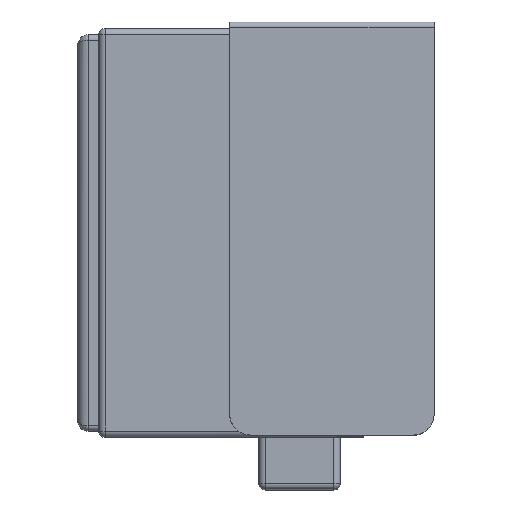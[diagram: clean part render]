
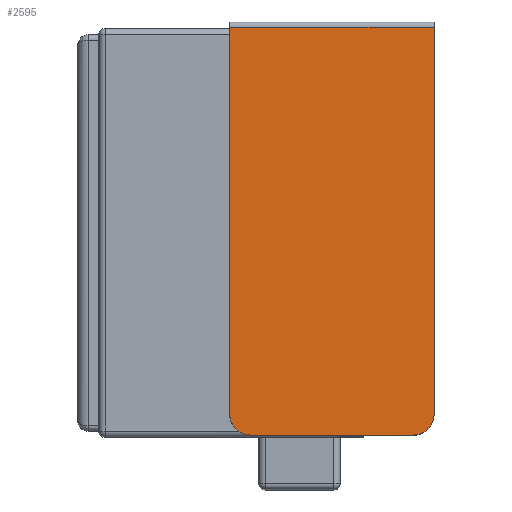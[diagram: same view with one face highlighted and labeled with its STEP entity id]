
A CAD part, top view. The second image highlights one B-rep face of the part: STEP entity #2595.
In plain terms, the highlighted planar face has unit normal (0, 0, 1).
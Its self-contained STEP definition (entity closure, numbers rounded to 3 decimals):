
#184=CIRCLE('',#2820,2.);
#193=CIRCLE('',#2840,2.);
#341=FACE_OUTER_BOUND('',#515,.T.);
#515=EDGE_LOOP('',(#2223,#2224,#2225,#2226,#2227,#2228));
#743=LINE('',#4213,#999);
#752=LINE('',#4245,#1008);
#760=LINE('',#4264,#1016);
#769=LINE('',#4291,#1025);
#999=VECTOR('',#3414,10.);
#1008=VECTOR('',#3443,10.);
#1016=VECTOR('',#3459,10.);
#1025=VECTOR('',#3494,10.);
#1226=VERTEX_POINT('',#4210);
#1227=VERTEX_POINT('',#4212);
#1235=VERTEX_POINT('',#4230);
#1239=VERTEX_POINT('',#4242);
#1240=VERTEX_POINT('',#4244);
#1252=VERTEX_POINT('',#4287);
#1545=EDGE_CURVE('',#1227,#1226,#743,.T.);
#1555=EDGE_CURVE('',#1235,#1226,#184,.T.);
#1561=EDGE_CURVE('',#1239,#1240,#752,.T.);
#1571=EDGE_CURVE('',#1227,#1239,#760,.T.);
#1583=EDGE_CURVE('',#1240,#1252,#193,.T.);
#1585=EDGE_CURVE('',#1235,#1252,#769,.T.);
#2223=ORIENTED_EDGE('',*,*,#1571,.F.);
#2224=ORIENTED_EDGE('',*,*,#1545,.T.);
#2225=ORIENTED_EDGE('',*,*,#1555,.F.);
#2226=ORIENTED_EDGE('',*,*,#1585,.T.);
#2227=ORIENTED_EDGE('',*,*,#1583,.F.);
#2228=ORIENTED_EDGE('',*,*,#1561,.F.);
#2468=PLANE('',#2841);
#2595=ADVANCED_FACE('',(#341),#2468,.T.);
#2820=AXIS2_PLACEMENT_3D('',#4232,#3430,#3431);
#2840=AXIS2_PLACEMENT_3D('',#4288,#3489,#3490);
#2841=AXIS2_PLACEMENT_3D('',#4290,#3492,#3493);
#3414=DIRECTION('',(0.,-1.,0.));
#3430=DIRECTION('center_axis',(0.,0.,
-1.));
#3431=DIRECTION('ref_axis',(-0.707,-0.707,0.));
#3443=DIRECTION('',(0.,-1.,0.));
#3459=DIRECTION('',(1.,0.,0.));
#3489=DIRECTION('center_axis',(0.,0.,
-1.));
#3490=DIRECTION('ref_axis',(0.707,-0.707,0.));
#3492=DIRECTION('center_axis',(0.,0.,
1.));
#3493=DIRECTION('ref_axis',(0.,-1.,0.));
#3494=DIRECTION('',(1.,0.,0.));
#4210=CARTESIAN_POINT('',(-0.14,-17.285,9.986));
#4212=CARTESIAN_POINT('',(-0.14,19.615,9.986));
#4213=CARTESIAN_POINT('',(-0.14,-19.285,9.986));
#4230=CARTESIAN_POINT('',(1.86,-19.285,9.986));
#4232=CARTESIAN_POINT('Origin',(1.86,-17.285,9.986));
#4242=CARTESIAN_POINT('',(19.36,19.615,9.986));
#4244=CARTESIAN_POINT('',(19.36,-17.285,9.986));
#4245=CARTESIAN_POINT('',(19.36,-2.945,9.986));
#4264=CARTESIAN_POINT('',(30.985,19.615,9.986));
#4287=CARTESIAN_POINT('',(17.36,-19.285,9.986));
#4288=CARTESIAN_POINT('Origin',(17.36,-17.285,9.986));
#4290=CARTESIAN_POINT('Origin',(20.61,0.415,9.986));
#4291=CARTESIAN_POINT('',(17.36,-19.285,9.986));
